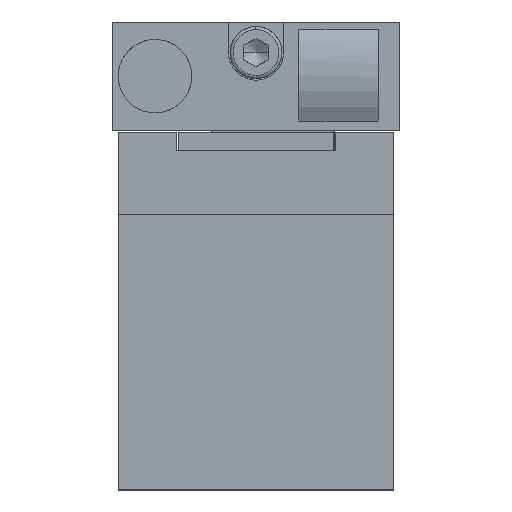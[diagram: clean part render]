
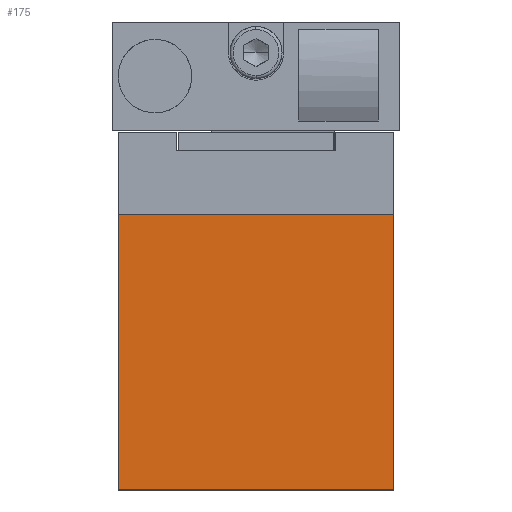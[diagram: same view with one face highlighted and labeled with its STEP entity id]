
A CAD part, left-side view. The second image highlights one B-rep face of the part: STEP entity #175.
In plain terms, the highlighted planar face has unit normal (-1, 0, 0).
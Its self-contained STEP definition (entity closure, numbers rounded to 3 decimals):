
#139=AXIS2_PLACEMENT_3D('Plane Axis2P3D',#136,#137,#138) ;
#136=CARTESIAN_POINT('Axis2P3D Location',(-71.,0.,0.)) ;
#141=CARTESIAN_POINT('Line Origine',(-71.,-22.49,0.005)) ;
#145=CARTESIAN_POINT('Vertex',(-71.,-22.49,22.5)) ;
#147=CARTESIAN_POINT('Vertex',(-71.,-22.49,-22.49)) ;
#150=CARTESIAN_POINT('Line Origine',(-71.,0.,22.5)) ;
#154=CARTESIAN_POINT('Vertex',(-71.,22.49,22.5)) ;
#157=CARTESIAN_POINT('Line Origine',(-71.,22.49,0.005)) ;
#161=CARTESIAN_POINT('Vertex',(-71.,22.49,-22.49)) ;
#164=CARTESIAN_POINT('Line Origine',(-71.,0.,-22.49)) ;
#137=DIRECTION('Axis2P3D Direction',(-1.,0.,0.)) ;
#138=DIRECTION('Axis2P3D XDirection',(0.,0.,1.)) ;
#142=DIRECTION('Vector Direction',(0.,0.,1.)) ;
#151=DIRECTION('Vector Direction',(0.,-1.,0.)) ;
#158=DIRECTION('Vector Direction',(0.,0.,-1.)) ;
#165=DIRECTION('Vector Direction',(0.,-1.,0.)) ;
#143=VECTOR('Line Direction',#142,1.) ;
#152=VECTOR('Line Direction',#151,1.) ;
#159=VECTOR('Line Direction',#158,1.) ;
#166=VECTOR('Line Direction',#165,1.) ;
#170=ORIENTED_EDGE('',*,*,#149,.F.) ;
#171=ORIENTED_EDGE('',*,*,#156,.T.) ;
#172=ORIENTED_EDGE('',*,*,#163,.T.) ;
#173=ORIENTED_EDGE('',*,*,#168,.T.) ;
#175=ADVANCED_FACE('SZG_30_T12_20Hub_TUENKERS',(#174),#140,.T.) ;
#149=EDGE_CURVE('',#146,#148,#144,.F.) ;
#156=EDGE_CURVE('',#146,#155,#153,.F.) ;
#163=EDGE_CURVE('',#155,#162,#160,.T.) ;
#168=EDGE_CURVE('',#162,#148,#167,.T.) ;
#169=EDGE_LOOP('',(#170,#171,#172,#173)) ;
#174=FACE_OUTER_BOUND('',#169,.T.) ;
#144=LINE('Line',#141,#143) ;
#153=LINE('Line',#150,#152) ;
#160=LINE('Line',#157,#159) ;
#167=LINE('Line',#164,#166) ;
#140=PLANE('Plane',#139) ;
#146=VERTEX_POINT('',#145) ;
#148=VERTEX_POINT('',#147) ;
#155=VERTEX_POINT('',#154) ;
#162=VERTEX_POINT('',#161) ;
